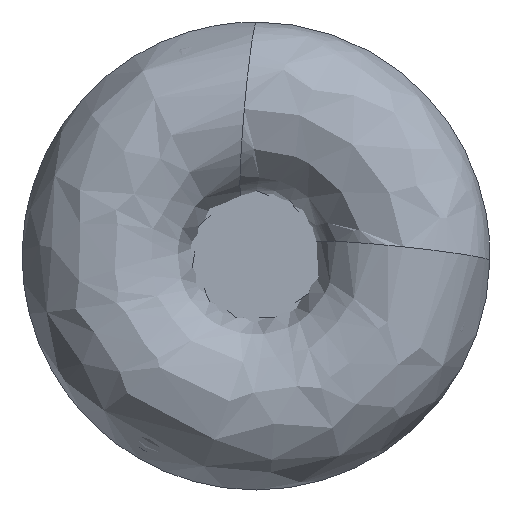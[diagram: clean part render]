
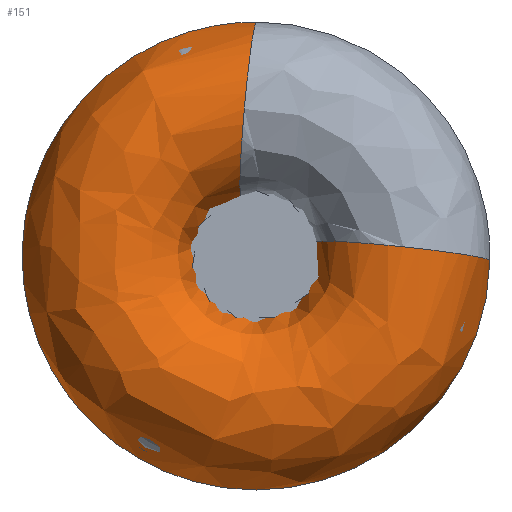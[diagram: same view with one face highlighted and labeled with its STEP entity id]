
A CAD part, left-side view. The second image highlights one B-rep face of the part: STEP entity #151.
In plain terms, the highlighted free-form (B-spline) face has degree [3, 3] with [7, 7] control points.
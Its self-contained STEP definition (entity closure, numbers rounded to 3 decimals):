
#151=ADVANCED_FACE('',(#167,#168),#165,.F.);
#165=(
BOUNDED_SURFACE()
B_SPLINE_SURFACE(3,3,((#365,#366,#367,#368,#369,#370,#371),(#372,#373,#374,
#375,#376,#377,#378),(#379,#380,#381,#382,#383,#384,#385),(#386,#387,#388,
#389,#390,#391,#392),(#393,#394,#395,#396,#397,#398,#399),(#400,#401,#402,
#403,#404,#405,#406),(#407,#408,#409,#410,#411,#412,#413)),
 .UNSPECIFIED.,.T.,.F.,.F.)
B_SPLINE_SURFACE_WITH_KNOTS((1,3,3,3,1),(4,3,4),(-0.5,0.,0.5,1.,1.5),(0.,
0.5,1.),.UNSPECIFIED.)
GEOMETRIC_REPRESENTATION_ITEM()
RATIONAL_B_SPLINE_SURFACE(((1.,0.591,0.591,1.,0.591,
0.591,1.),(0.333,0.197,0.197,
0.333,0.197,0.197,0.333),
(0.333,0.197,0.197,0.333,
0.197,0.197,0.333),(1.,0.591,
0.591,1.,0.591,0.591,1.),(0.333,
0.197,0.197,0.333,0.197,
0.197,0.333),(0.333,0.197,
0.197,0.333,0.197,0.197,
0.333),(1.,0.591,0.591,1.,0.591,
0.591,1.)))
REPRESENTATION_ITEM('')
SURFACE()
);
#167=FACE_BOUND('',#191,.T.);
#168=FACE_BOUND('',#192,.T.);
#191=EDGE_LOOP('',(#217));
#192=EDGE_LOOP('',(#218));
#217=ORIENTED_EDGE('',*,*,#256,.T.);
#218=ORIENTED_EDGE('',*,*,#257,.F.);
#243=VERTEX_POINT('',#362);
#244=VERTEX_POINT('',#364);
#256=EDGE_CURVE('',#243,#243,#269,.T.);
#257=EDGE_CURVE('',#244,#244,#270,.T.);
#269=CIRCLE('',#283,6.);
#270=CIRCLE('',#284,6.);
#283=AXIS2_PLACEMENT_3D('',#361,#310,#311);
#284=AXIS2_PLACEMENT_3D('',#363,#312,#313);
#310=DIRECTION('',(0.052,0.995,0.087));
#311=DIRECTION('',(0.,-0.088,0.996));
#312=DIRECTION('',(0.052,-0.104,0.993));
#313=DIRECTION('',(0.,-0.995,-0.105));
#361=CARTESIAN_POINT('',(5.992,0.486,10.023));
#362=CARTESIAN_POINT('',(5.992,-0.039,16.));
#363=CARTESIAN_POINT('',(5.992,-10.03,0.315));
#364=CARTESIAN_POINT('',(5.992,-15.997,-0.312));
#365=CARTESIAN_POINT('',(5.992,-15.997,-0.312));
#366=CARTESIAN_POINT('',(5.992,-15.672,-16.952));
#367=CARTESIAN_POINT('',(5.992,-0.201,-23.085));
#368=CARTESIAN_POINT('',(5.992,11.437,-11.189));
#369=CARTESIAN_POINT('',(5.992,23.075,0.708));
#370=CARTESIAN_POINT('',(5.992,16.604,16.04));
#371=CARTESIAN_POINT('',(5.992,-0.039,16.));
#372=CARTESIAN_POINT('',(17.975,-15.931,-0.937));
#373=CARTESIAN_POINT('',(17.975,-14.957,-17.508));
#374=CARTESIAN_POINT('',(17.975,0.703,-23.016));
#375=CARTESIAN_POINT('',(17.975,11.837,-10.704));
#376=CARTESIAN_POINT('',(17.975,22.971,1.608));
#377=CARTESIAN_POINT('',(17.975,15.921,16.636));
#378=CARTESIAN_POINT('',(17.975,-0.665,15.945));
#379=CARTESIAN_POINT('',(17.975,-3.997,0.317));
#380=CARTESIAN_POINT('',(17.975,-4.327,-3.84));
#381=CARTESIAN_POINT('',(17.975,-0.621,-5.752));
#382=CARTESIAN_POINT('',(17.975,2.576,-3.073));
#383=CARTESIAN_POINT('',(17.975,5.772,-0.394));
#384=CARTESIAN_POINT('',(17.975,4.537,3.59));
#385=CARTESIAN_POINT('',(17.975,0.386,3.991));
#386=CARTESIAN_POINT('',(5.992,-4.063,0.942));
#387=CARTESIAN_POINT('',(5.992,-5.043,-3.284));
#388=CARTESIAN_POINT('',(5.992,-1.524,-5.821));
#389=CARTESIAN_POINT('',(5.992,2.176,-3.558));
#390=CARTESIAN_POINT('',(5.992,5.877,-1.294));
#391=CARTESIAN_POINT('',(5.992,5.22,2.994));
#392=CARTESIAN_POINT('',(5.992,1.011,4.046));
#393=CARTESIAN_POINT('',(-5.992,-4.128,1.567));
#394=CARTESIAN_POINT('',(-5.992,-5.758,-2.727));
#395=CARTESIAN_POINT('',(-5.992,-2.428,-5.89));
#396=CARTESIAN_POINT('',(-5.992,1.777,-4.042));
#397=CARTESIAN_POINT('',(-5.992,5.981,-2.194));
#398=CARTESIAN_POINT('',(-5.992,5.903,2.398));
#399=CARTESIAN_POINT('',(-5.992,1.637,4.101));
#400=CARTESIAN_POINT('',(-5.992,-16.063,0.312));
#401=CARTESIAN_POINT('',(-5.992,-16.387,-16.395));
#402=CARTESIAN_POINT('',(-5.992,-1.105,-23.155));
#403=CARTESIAN_POINT('',(-5.992,11.038,-11.673));
#404=CARTESIAN_POINT('',(-5.992,23.18,-0.192));
#405=CARTESIAN_POINT('',(-5.992,17.286,15.445));
#406=CARTESIAN_POINT('',(-5.992,0.587,16.055));
#407=CARTESIAN_POINT('',(5.992,-15.997,-0.312));
#408=CARTESIAN_POINT('',(5.992,-15.672,-16.952));
#409=CARTESIAN_POINT('',(5.992,-0.201,-23.085));
#410=CARTESIAN_POINT('',(5.992,11.437,-11.189));
#411=CARTESIAN_POINT('',(5.992,23.075,0.708));
#412=CARTESIAN_POINT('',(5.992,16.604,16.04));
#413=CARTESIAN_POINT('',(5.992,-0.039,16.));
